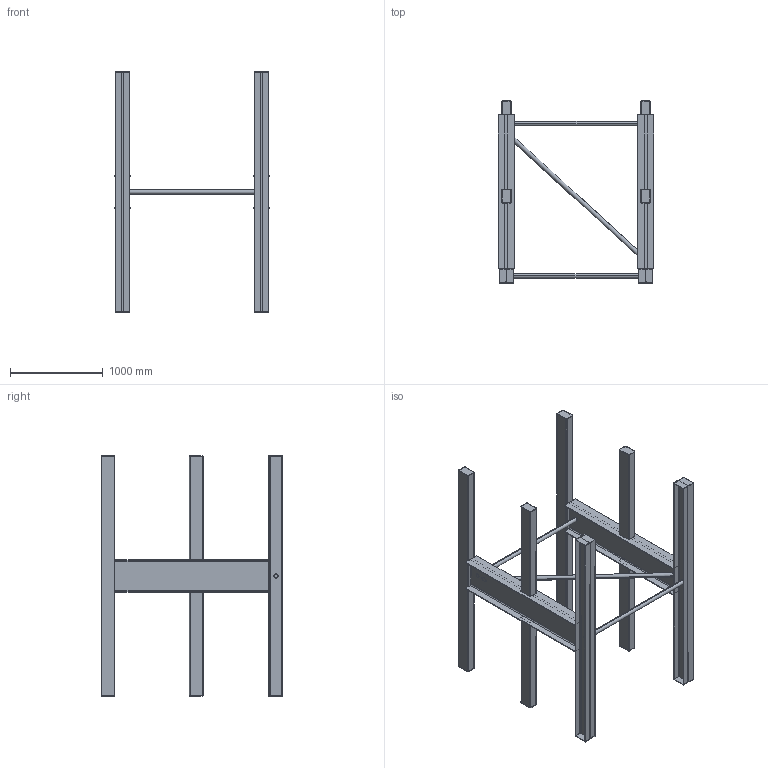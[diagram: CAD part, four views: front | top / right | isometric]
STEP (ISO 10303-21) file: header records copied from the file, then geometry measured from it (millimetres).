
FILE_DESCRIPTION (( 'STEP AP203' ), '1' );
FILE_NAME ('CANTLEAVER 1900 RACK_REV_.step', '2026-01-12T23:56:42', ( '' ), ( '' ), 'SwSTEP 2.0', 'SolidWorks 2025', '' );
FILE_SCHEMA (( 'CONFIG_CONTROL_DESIGN' ));
Length unit declared in the file: millimetre
Products named in the file (1): CANTLEAVER 1900 RACK_REV_
Bounding box: 1671 x 1960 x 2592 mm (x, y, z)
Volume: 55858778.9 mm3; surface area: 20039946.2 mm2
Topology: 25 solids, 25 shells, 302 faces, 756 edges, 504 vertices
Faces by surface type: plane 194, cylinder 108
Entity records: 9093 total; most frequent: CARTESIAN_POINT 1587, DIRECTION 1562, ORIENTED_EDGE 1512, EDGE_CURVE 756, LINE 540, VECTOR 540, AXIS2_PLACEMENT_3D 511, VERTEX_POINT 504
